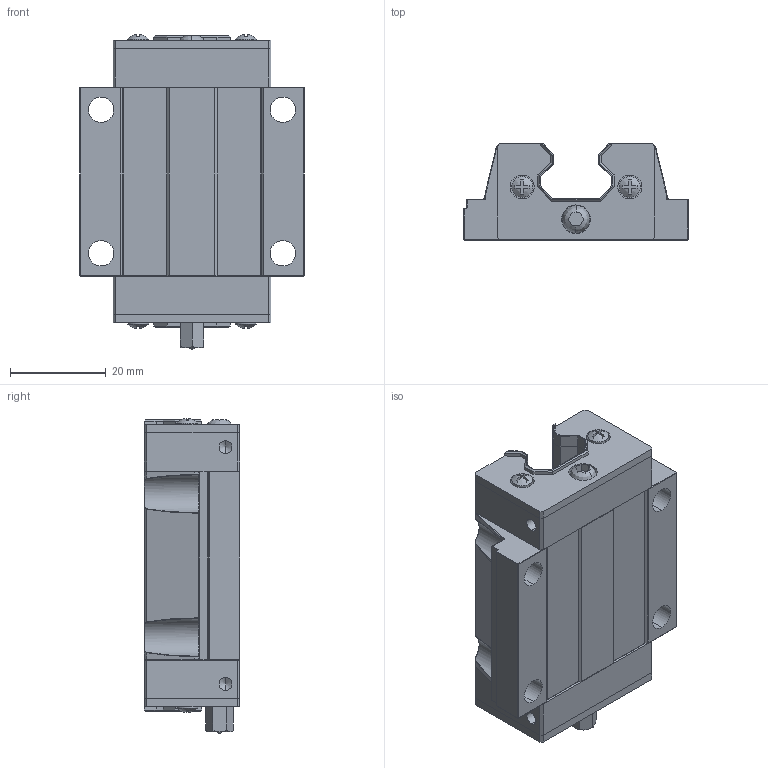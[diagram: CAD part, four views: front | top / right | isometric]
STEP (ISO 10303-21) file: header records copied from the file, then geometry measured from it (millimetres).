
FILE_DESCRIPTION (( 'STEP AP203' ), '1' );
FILE_NAME ('TRH15-A_HGW15CC.STEP', '2024-11-26T10:50:37', ( '' ), ( '' ), 'SwSTEP 2.0', 'SolidWorks 2021', '' );
FILE_SCHEMA (( 'CONFIG_CONTROL_DESIGN' ));
Length unit declared in the file: millimetre
Products named in the file (1): TRH15-A_HGW15CC
Bounding box: 47 x 20 x 65.83 mm (x, y, z)
Volume: 34321 mm3; surface area: 19391.2 mm2
Topology: 11 solids, 11 shells, 566 faces, 1368 edges, 801 vertices
Faces by surface type: plane 255, cylinder 170, bspline 114, cone 27
Entity records: 17883 total; most frequent: CARTESIAN_POINT 5313, ORIENTED_EDGE 2668, DIRECTION 2477, EDGE_CURVE 1334, AXIS2_PLACEMENT_3D 846, VERTEX_POINT 801, LINE 785, VECTOR 785
